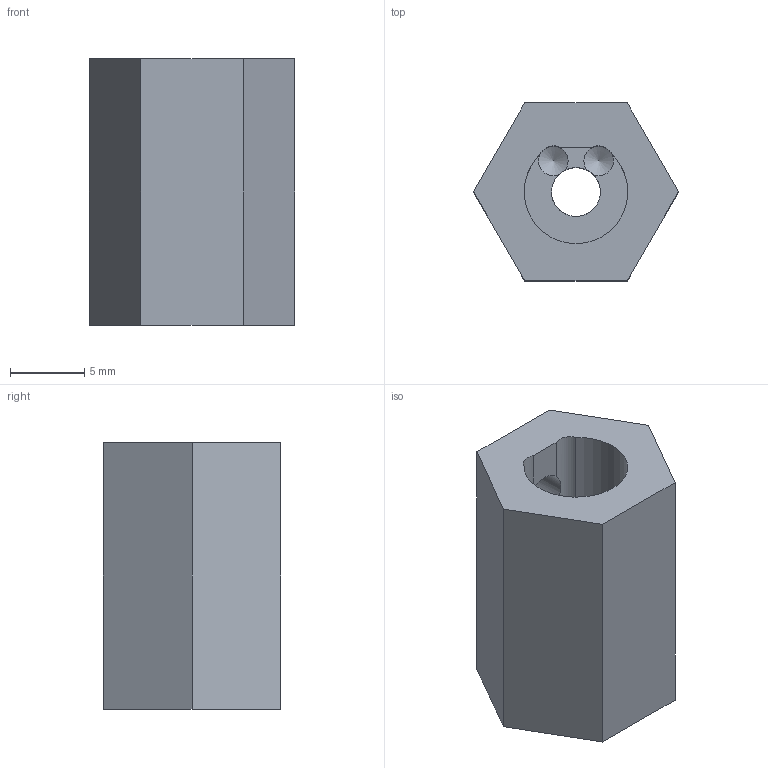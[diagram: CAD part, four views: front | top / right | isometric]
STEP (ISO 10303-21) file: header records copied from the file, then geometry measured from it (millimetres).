
FILE_DESCRIPTION( ( 'STEP AP203' ), '1' );
FILE_NAME( ' ', ' ', ( ' ' ), ( ' ' ), 'PSStep 10.0', ' ', ' ' );
FILE_SCHEMA( ( 'CONFIG_CONTROL_DESIGN' ) );
Length unit declared in the file: millimetre
Products named in the file (1): 1
Bounding box: 13.86 x 12 x 18 mm (x, y, z)
Volume: 1774.6 mm3; surface area: 1297.7 mm2
Topology: 1 solids, 1 shells, 19 faces, 56 edges, 36 vertices
Faces by surface type: plane 12, cylinder 5, cone 2
Full cylindrical faces by diameter (mm): 3.3 x2
Entity records: 656 total; most frequent: CARTESIAN_POINT 142, DIRECTION 98, ORIENTED_EDGE 92, EDGE_CURVE 46, AXIS2_PLACEMENT_3D 36, VERTEX_POINT 32, LINE 26, VECTOR 26
